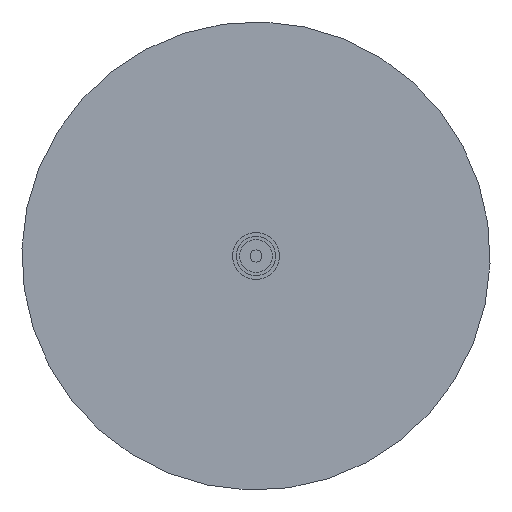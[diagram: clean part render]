
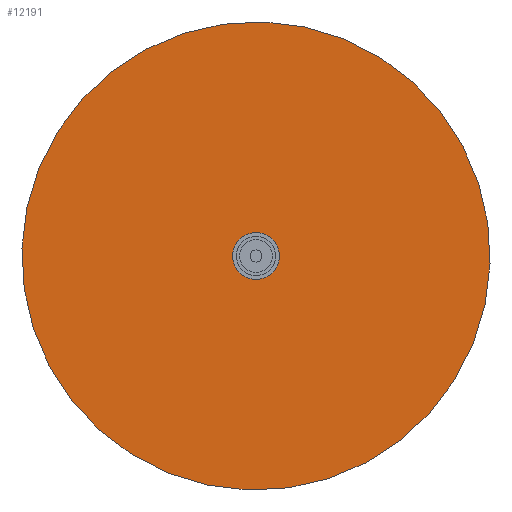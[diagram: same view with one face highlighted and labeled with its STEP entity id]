
A CAD part, left-side view. The second image highlights one B-rep face of the part: STEP entity #12191.
In plain terms, the highlighted planar face has unit normal (-1, 0, 0).
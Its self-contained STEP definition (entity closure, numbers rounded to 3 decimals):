
#581 = CARTESIAN_POINT ( 'NONE',  ( 0., 0., 0. ) ) ;
#845 = DIRECTION ( 'NONE',  ( 1., 0., 0. ) ) ;
#2237 = DIRECTION ( 'NONE',  ( 0., 0., 1. ) ) ;
#4308 = CIRCLE ( 'NONE', #6628, 3. ) ;
#5241 = FACE_BOUND ( 'NONE', #10241, .T. ) ;
#5703 = EDGE_CURVE ( 'NONE', #15131, #15131, #15400, .T. ) ;
#6628 = AXIS2_PLACEMENT_3D ( 'NONE', #581, #11457, #2237 ) ;
#6874 = CARTESIAN_POINT ( 'NONE',  ( 0., 0., 3. ) ) ;
#10220 = DIRECTION ( 'NONE',  ( 0., 0., 1. ) ) ;
#10241 = EDGE_LOOP ( 'NONE', ( #20121 ) ) ;
#10254 = CARTESIAN_POINT ( 'NONE',  ( 0., 21.958, 0. ) ) ;
#10826 = EDGE_LOOP ( 'NONE', ( #15035 ) ) ;
#11457 = DIRECTION ( 'NONE',  ( -1., 0., 0. ) ) ;
#11571 = VERTEX_POINT ( 'NONE', #6874 ) ;
#12191 = ADVANCED_FACE ( 'NONE', ( #5241, #16411 ), #19644, .F. ) ;
#13534 = CARTESIAN_POINT ( 'NONE',  ( 0., 0., 0. ) ) ;
#14006 = EDGE_CURVE ( 'NONE', #11571, #11571, #4308, .T. ) ;
#15035 = ORIENTED_EDGE ( 'NONE', *, *, #5703, .T. ) ;
#15131 = VERTEX_POINT ( 'NONE', #17024 ) ;
#15390 = AXIS2_PLACEMENT_3D ( 'NONE', #13534, #18361, #10220 ) ;
#15400 = CIRCLE ( 'NONE', #15390, 30. ) ;
#16411 = FACE_OUTER_BOUND ( 'NONE', #10826, .T. ) ;
#16515 = DIRECTION ( 'NONE',  ( 0., 0., -1. ) ) ;
#17024 = CARTESIAN_POINT ( 'NONE',  ( 0., 0., 30. ) ) ;
#17084 = AXIS2_PLACEMENT_3D ( 'NONE', #10254, #845, #16515 ) ;
#18361 = DIRECTION ( 'NONE',  ( -1., 0., 0. ) ) ;
#19644 = PLANE ( 'NONE',  #17084 ) ;
#20121 = ORIENTED_EDGE ( 'NONE', *, *, #14006, .F. ) ;
